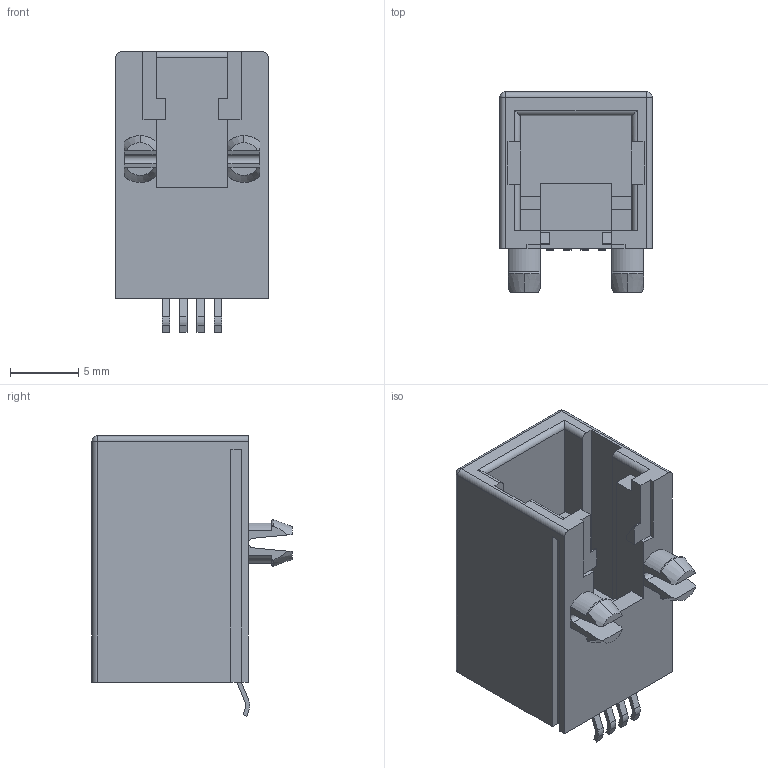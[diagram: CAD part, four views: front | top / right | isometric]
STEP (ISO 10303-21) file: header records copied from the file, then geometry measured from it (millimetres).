
FILE_DESCRIPTION (( 'STEP AP214' ), '1' );
FILE_NAME ('GMX-SMT2-N-44_rA6.STEP', '2014-09-26T18:33:08', ( '' ), ( '' ), 'SwSTEP 2.0', 'SolidWorks 2014', '' );
FILE_SCHEMA (( 'AUTOMOTIVE_DESIGN' ));
Length unit declared in the file: millimetre
Products named in the file (1): GMX-SMT2-N-44_rA6
Bounding box: 11.2 x 14.7 x 20.6 mm (x, y, z)
Volume: 1297.6 mm3; surface area: 1695.9 mm2
Topology: 1 solids, 1 shells, 150 faces, 410 edges, 266 vertices
Faces by surface type: plane 110, cylinder 26, cone 6, torus 6, sphere 2
Entity records: 6042 total; most frequent: CARTESIAN_POINT 951, ORIENTED_EDGE 816, DIRECTION 758, EDGE_CURVE 408, VECTOR 308, LINE 308, VERTEX_POINT 266, AXIS2_PLACEMENT_3D 225
